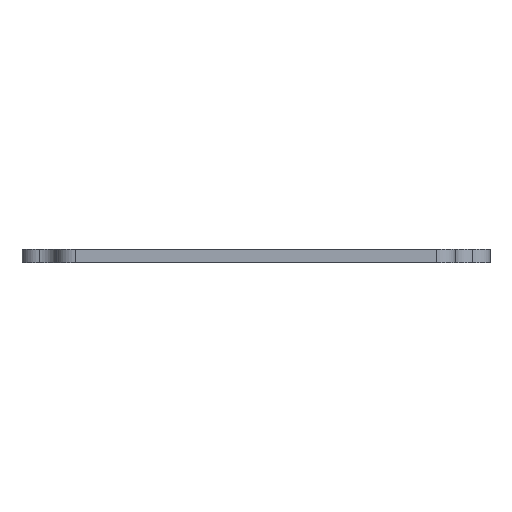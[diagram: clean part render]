
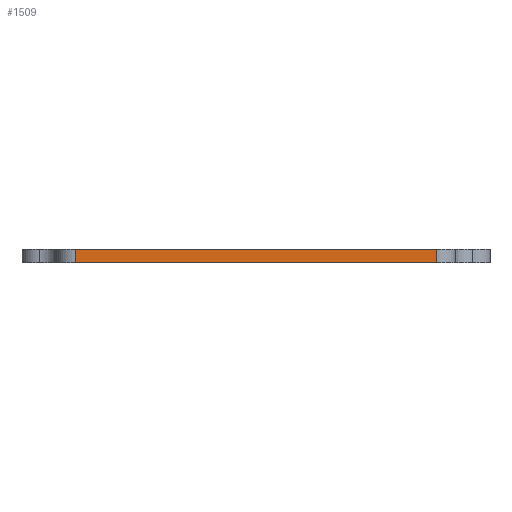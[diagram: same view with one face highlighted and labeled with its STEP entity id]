
A CAD part, front view. The second image highlights one B-rep face of the part: STEP entity #1509.
In plain terms, the highlighted planar face has unit normal (0, -1, 0).
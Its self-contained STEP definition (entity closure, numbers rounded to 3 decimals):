
#94=PLANE('',#1707);
#145=FACE_OUTER_BOUND('',#263,.T.);
#263=EDGE_LOOP('',(#1206,#1207,#1208,#1209));
#327=LINE('',#2331,#404);
#331=LINE('',#2340,#408);
#339=LINE('',#2432,#416);
#348=LINE('',#2469,#425);
#404=VECTOR('',#1809,10.);
#408=VECTOR('',#1817,10.);
#416=VECTOR('',#1903,10.);
#425=VECTOR('',#1940,10.);
#613=VERTEX_POINT('',#2324);
#616=VERTEX_POINT('',#2329);
#619=VERTEX_POINT('',#2339);
#664=VERTEX_POINT('',#2431);
#758=EDGE_CURVE('',#616,#613,#327,.T.);
#762=EDGE_CURVE('',#613,#619,#331,.T.);
#808=EDGE_CURVE('',#619,#664,#339,.T.);
#828=EDGE_CURVE('',#616,#664,#348,.T.);
#1206=ORIENTED_EDGE('',*,*,#758,.F.);
#1207=ORIENTED_EDGE('',*,*,#828,.T.);
#1208=ORIENTED_EDGE('',*,*,#808,.F.);
#1209=ORIENTED_EDGE('',*,*,#762,.F.);
#1509=ADVANCED_FACE('',(#145),#94,.T.);
#1707=AXIS2_PLACEMENT_3D('',#2815,#2108,#2109);
#1809=DIRECTION('',(0.,0.,-1.));
#1817=DIRECTION('',(-1.,0.,0.));
#1903=DIRECTION('',(0.,0.,1.));
#1940=DIRECTION('',(-1.,0.,0.));
#2108=DIRECTION('center_axis',(0.,-1.,0.));
#2109=DIRECTION('ref_axis',(0.,0.,-1.));
#2324=CARTESIAN_POINT('',(96.501,-99.5,0.));
#2329=CARTESIAN_POINT('',(96.501,-99.5,7.));
#2331=CARTESIAN_POINT('',(96.501,-99.5,3.5));
#2339=CARTESIAN_POINT('',(-96.501,-99.5,0.));
#2340=CARTESIAN_POINT('',(-66.503,-99.5,0.));
#2431=CARTESIAN_POINT('',(-96.501,-99.5,7.));
#2432=CARTESIAN_POINT('',(-96.501,-99.5,3.5));
#2469=CARTESIAN_POINT('',(-100.,-99.5,7.));
#2815=CARTESIAN_POINT('Origin',(-100.,-99.5,0.));
